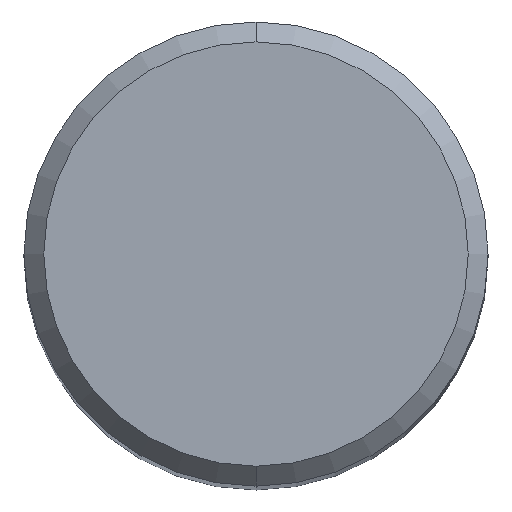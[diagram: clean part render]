
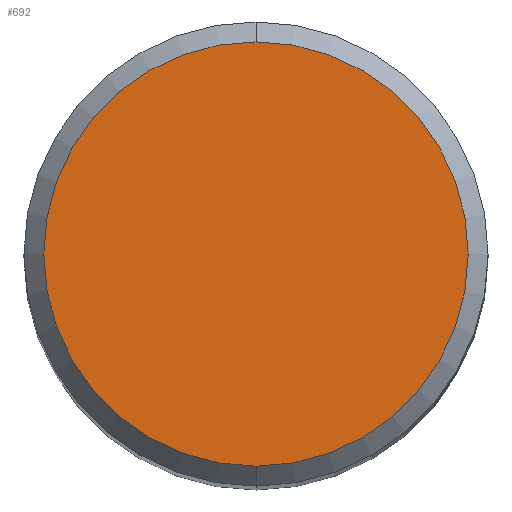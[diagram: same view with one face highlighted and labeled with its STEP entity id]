
A CAD part, top view. The second image highlights one B-rep face of the part: STEP entity #692.
In plain terms, the highlighted planar face has unit normal (0, 0, 1).
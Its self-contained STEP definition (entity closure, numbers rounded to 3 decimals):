
#514=VERTEX_POINT('',#1119);
#654=EDGE_CURVE('',#514,#670,#1275,.T.);
#670=VERTEX_POINT('',#1293);
#692=ADVANCED_FACE('',(#1316),#1317,.T.);
#744=EDGE_CURVE('',#670,#514,#1370,.T.);
#1119=CARTESIAN_POINT('',(0.,-6.4,0.0));
#1275=CIRCLE('',#6796,6.4);
#1293=CARTESIAN_POINT('',(0.0,6.4,0.0));
#1316=FACE_OUTER_BOUND('',#7006,.T.);
#1317=PLANE('',#7007);
#1370=CIRCLE('',#7197,6.4);
#6796=AXIS2_PLACEMENT_3D('',#9533,#9534,#9535);
#7006=EDGE_LOOP('',(#9573,#9574));
#7007=AXIS2_PLACEMENT_3D('',#9575,#9576,#9577);
#7197=AXIS2_PLACEMENT_3D('',#9610,#9611,#9612);
#9533=CARTESIAN_POINT('',(0.0,0.0,0.0));
#9534=DIRECTION('',(0.0,0.0,-1.0));
#9535=DIRECTION('',(0.0,1.0,0.0));
#9573=ORIENTED_EDGE('',*,*,#744,.F.);
#9574=ORIENTED_EDGE('',*,*,#654,.F.);
#9575=CARTESIAN_POINT('',(0.0,3.2,0.0));
#9576=DIRECTION('',(-0.0,0.0,1.0));
#9577=DIRECTION('',(0.0,-1.0,0.0));
#9610=CARTESIAN_POINT('',(0.0,0.0,0.0));
#9611=DIRECTION('',(0.0,0.0,-1.0));
#9612=DIRECTION('',(0.0,1.0,0.0));
